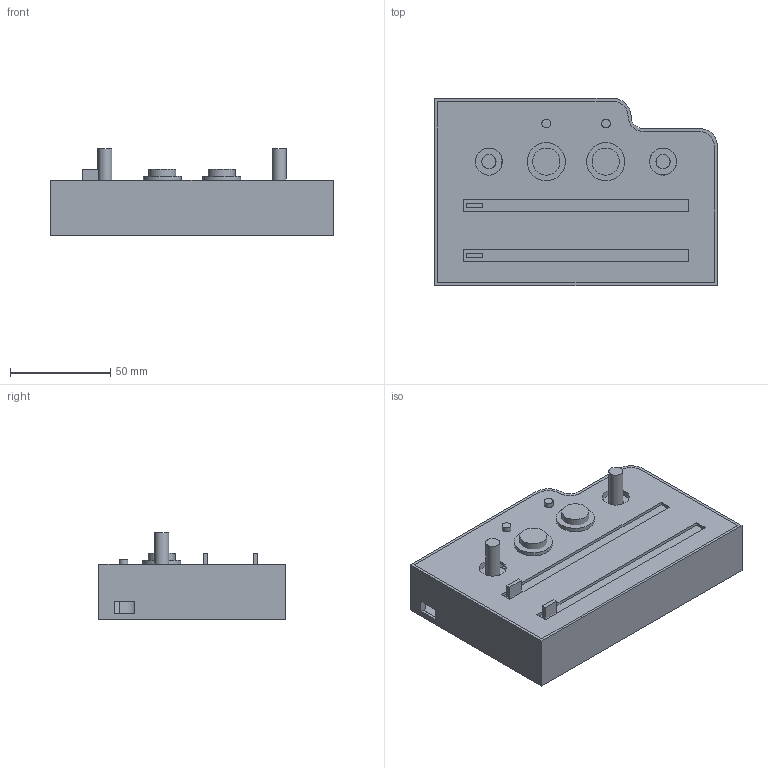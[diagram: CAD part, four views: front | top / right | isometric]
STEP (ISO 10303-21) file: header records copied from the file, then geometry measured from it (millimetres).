
FILE_DESCRIPTION(/* description */ (''),/* implementation_level */ '2;1');
FILE_NAME(/* name */ 'midi_controller v17.step',/* time_stamp */ '2024-03-18T18:05:24+01:00',/* author */ (''),/* organization */ (''),/* preprocessor_version */ 'ST-DEVELOPER v20',/* originating_system */ 'Autodesk Translation Framework v12.20.1.177',/* authorisation */ '');
FILE_SCHEMA (('AUTOMOTIVE_DESIGN { 1 0 10303 214 3 1 1 }'));
Length unit declared in the file: millimetre
Products named in the file (4): midi_controller; slider; Potentiometer; button
Assembly tree (6 placements, depth 2):
  midi_controller
    slider  x2
    Potentiometer  x2
    button  x2
Bounding box: 141 x 93.26 x 43.3 mm (x, y, z)
Volume: 138709.8 mm3; surface area: 101847.2 mm2
Topology: 19 solids, 19 shells, 317 faces, 790 edges, 526 vertices
Faces by surface type: plane 257, cylinder 60
Full cylindrical faces by diameter (mm): 3.1 x4, 4.4 x2, 7 x2, 7.1 x2, 12 x2, 13.5 x4, 16 x4, 16.7 x2, 19 x2, 24.787 x2
Entity records: 8821 total; most frequent: CARTESIAN_POINT 1521, ORIENTED_EDGE 1472, DIRECTION 1440, EDGE_CURVE 736, LINE 622, VECTOR 622, VERTEX_POINT 490, AXIS2_PLACEMENT_3D 409
